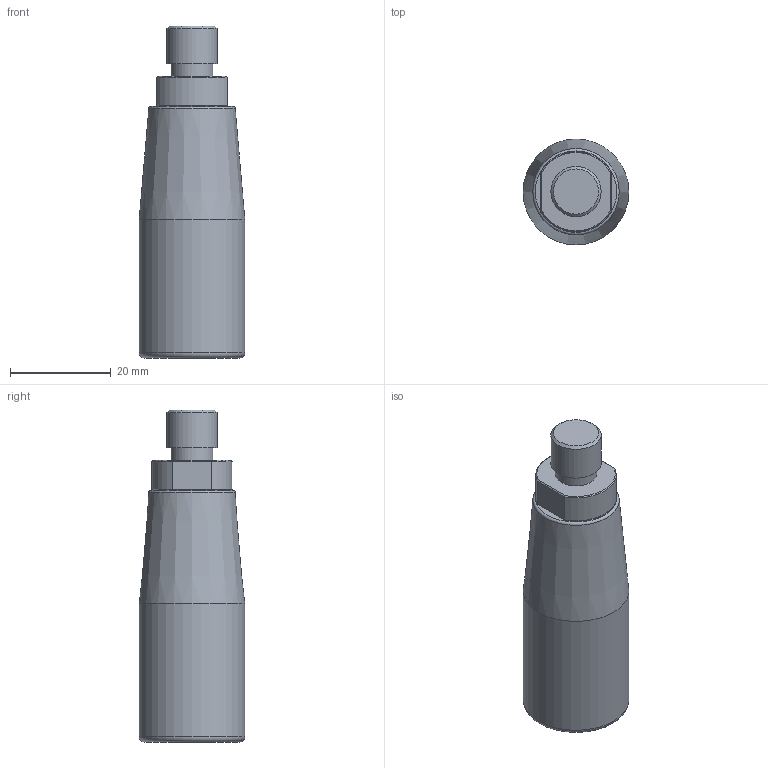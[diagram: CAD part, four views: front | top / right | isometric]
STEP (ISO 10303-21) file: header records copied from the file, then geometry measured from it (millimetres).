
FILE_DESCRIPTION( ( 'Unknown' ), '1' );
FILE_NAME( '6138013_MCG21x50_M10.stp', 'Unknown', ( 'Unknown' ), ( 'Unknown' ), 'PSStep 11.0', 'Unknown', ' ' );
FILE_SCHEMA( ( 'AUTOMOTIVE_DESIGN { 1 0 10303 214 1 1 1 1 }' ) );
Length unit declared in the file: millimetre
Products named in the file (1): 1833021
Bounding box: 21 x 21 x 66 mm (x, y, z)
Volume: 17227.6 mm3; surface area: 6522.1 mm2
Topology: 1 solids, 3 shells, 46 faces, 92 edges, 57 vertices
Faces by surface type: plane 19, cone 13, cylinder 12, torus 2
Full cylindrical faces by diameter (mm): 6.6 x1, 6.8 x1, 7.9 x1, 8.3 x1, 10 x3, 21 x1
Entity records: 1488 total; most frequent: CARTESIAN_POINT 223, DIRECTION 190, ORIENTED_EDGE 148, AXIS2_PLACEMENT_3D 85, EDGE_CURVE 74, EDGE_LOOP 68, FACE_OUTER_BOUND 56, VERTEX_POINT 54
